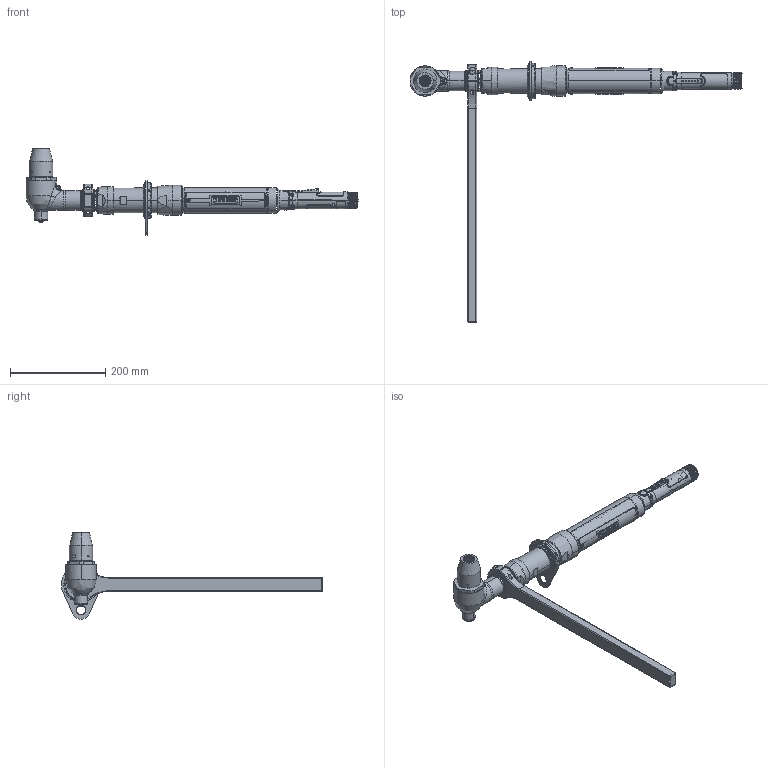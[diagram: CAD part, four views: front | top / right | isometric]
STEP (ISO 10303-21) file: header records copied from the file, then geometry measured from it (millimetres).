
FILE_DESCRIPTION((''),'2;1');
FILE_NAME('EB55LH32V1-380','2012-02-16T',('VST0704'),(''),'PRO/ENGINEER BY PARAMETRIC TECHNOLOGY CORPORATION, 2009460','PRO/ENGINEER BY PARAMETRIC TECHNOLOGY CORPORATION, 2009460','');
FILE_SCHEMA(('CONFIG_CONTROL_DESIGN'));
Products named in the file (1): EB55LH32V1-380
Bounding box: 698.19 x 549.15 x 181.39 mm (x, y, z)
Surface area: 246205.3 mm2 (no closed solid volume)
Topology: 0 solids, 242 shells, 739 faces, 4475 edges, 3933 vertices
Faces by surface type: cylinder 364, plane 130, bspline 109, cone 68, torus 48, extrusion 16, sphere 4
Entity records: 59363 total; most frequent: CARTESIAN_POINT 28860, DIRECTION 5519, ORIENTED_EDGE 5203, EDGE_CURVE 4473, VERTEX_POINT 3933, AXIS2_PLACEMENT_3D 1860, VECTOR 1799, LINE 1783
